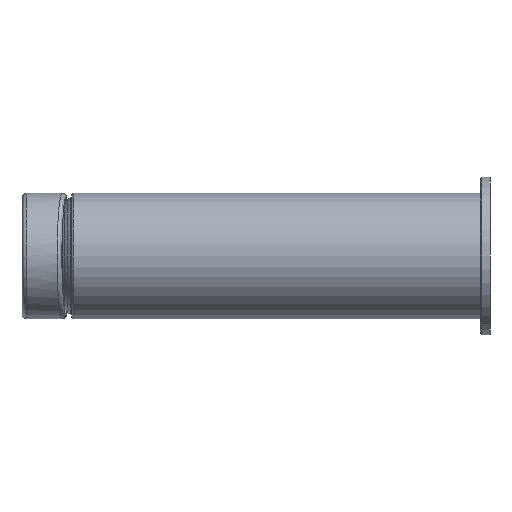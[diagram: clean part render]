
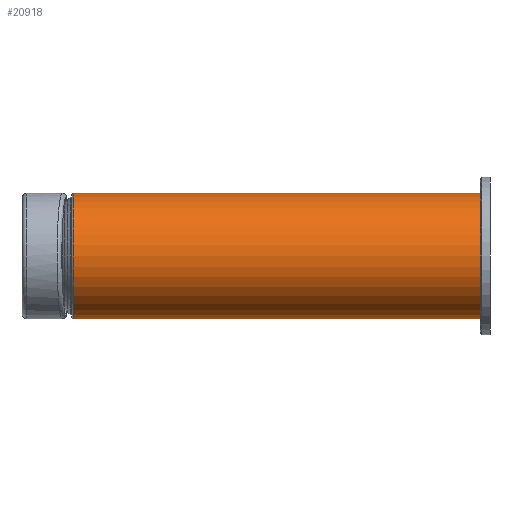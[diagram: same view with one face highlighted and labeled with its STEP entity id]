
A CAD part, left-side view. The second image highlights one B-rep face of the part: STEP entity #20918.
In plain terms, the highlighted cylindrical face has radius 19.5 mm (diameter 39 mm), a partial arc.
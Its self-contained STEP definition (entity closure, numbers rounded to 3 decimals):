
#1205 = ORIENTED_EDGE ( 'NONE', *, *, #9626, .T. ) ;
#1714 = CARTESIAN_POINT ( 'NONE',  ( 0., 0., -19.5 ) ) ;
#1724 = ORIENTED_EDGE ( 'NONE', *, *, #14877, .T. ) ;
#2340 = CARTESIAN_POINT ( 'NONE',  ( 0., 0., 19.5 ) ) ;
#3286 = ORIENTED_EDGE ( 'NONE', *, *, #4759, .F. ) ;
#3365 = LINE ( 'NONE', #1714, #20360 ) ;
#3385 = DIRECTION ( 'NONE',  ( 0., -1., 0. ) ) ;
#4451 = VERTEX_POINT ( 'NONE', #11226 ) ;
#4759 = EDGE_CURVE ( 'NONE', #5932, #4451, #20281, .T. ) ;
#5932 = VERTEX_POINT ( 'NONE', #8328 ) ;
#6000 = CARTESIAN_POINT ( 'NONE',  ( 0., 129.5, 0. ) ) ;
#7638 = DIRECTION ( 'NONE',  ( 0., 0., -1. ) ) ;
#7689 = VECTOR ( 'NONE', #20426, 1000. ) ;
#7783 = DIRECTION ( 'NONE',  ( 0., -1., 0. ) ) ;
#8028 = CIRCLE ( 'NONE', #18734, 19.5 ) ;
#8328 = CARTESIAN_POINT ( 'NONE',  ( 0., 129.5, 19.5 ) ) ;
#8742 = DIRECTION ( 'NONE',  ( 0., 1., 0. ) ) ;
#8909 = AXIS2_PLACEMENT_3D ( 'NONE', #17628, #7783, #20837 ) ;
#9626 = EDGE_CURVE ( 'NONE', #12137, #4451, #8028, .T. ) ;
#11226 = CARTESIAN_POINT ( 'NONE',  ( 0., 3., 19.5 ) ) ;
#11504 = EDGE_LOOP ( 'NONE', ( #3286, #19766, #1724, #1205 ) ) ;
#12137 = VERTEX_POINT ( 'NONE', #20149 ) ;
#14589 = CARTESIAN_POINT ( 'NONE',  ( 0., 129.5, -19.5 ) ) ;
#14877 = EDGE_CURVE ( 'NONE', #19670, #12137, #3365, .T. ) ;
#16478 = FACE_OUTER_BOUND ( 'NONE', #11504, .T. ) ;
#17483 = DIRECTION ( 'NONE',  ( 0., -1., 0. ) ) ;
#17628 = CARTESIAN_POINT ( 'NONE',  ( 0., 0., 0. ) ) ;
#18591 = CARTESIAN_POINT ( 'NONE',  ( 0., 3., 0. ) ) ;
#18734 = AXIS2_PLACEMENT_3D ( 'NONE', #18591, #8742, #20226 ) ;
#19216 = AXIS2_PLACEMENT_3D ( 'NONE', #6000, #17483, #7638 ) ;
#19670 = VERTEX_POINT ( 'NONE', #14589 ) ;
#19766 = ORIENTED_EDGE ( 'NONE', *, *, #20866, .T. ) ;
#19817 = CYLINDRICAL_SURFACE ( 'NONE', #8909, 19.5 ) ;
#20149 = CARTESIAN_POINT ( 'NONE',  ( 0., 3., -19.5 ) ) ;
#20226 = DIRECTION ( 'NONE',  ( 0., 0., 1. ) ) ;
#20281 = LINE ( 'NONE', #2340, #7689 ) ;
#20360 = VECTOR ( 'NONE', #3385, 1000. ) ;
#20426 = DIRECTION ( 'NONE',  ( 0., -1., 0. ) ) ;
#20837 = DIRECTION ( 'NONE',  ( 0., 0., -1. ) ) ;
#20866 = EDGE_CURVE ( 'NONE', #5932, #19670, #21346, .T. ) ;
#20918 = ADVANCED_FACE ( 'NONE', ( #16478 ), #19817, .T. ) ;
#21346 = CIRCLE ( 'NONE', #19216, 19.5 ) ;
